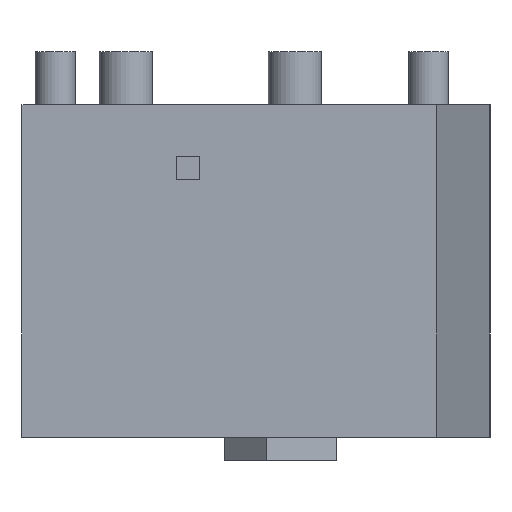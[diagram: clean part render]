
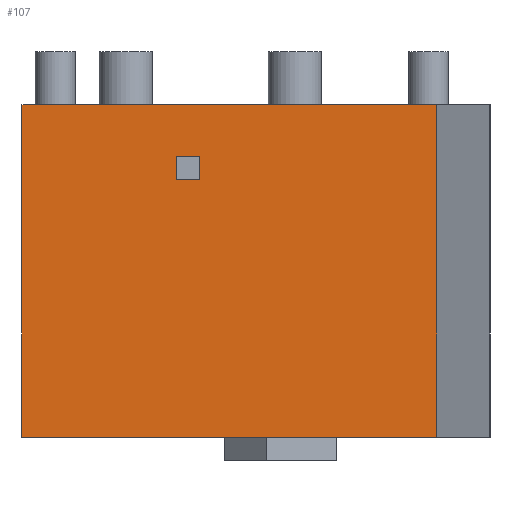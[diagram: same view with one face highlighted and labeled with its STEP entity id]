
A CAD part, front view. The second image highlights one B-rep face of the part: STEP entity #107.
In plain terms, the highlighted planar face has unit normal (0, -1, 0).
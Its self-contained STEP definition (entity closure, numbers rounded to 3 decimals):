
#107 = ADVANCED_FACE( '', ( #247, #248 ), #249, .F. );
#247 = FACE_BOUND( '', #424, .T. );
#248 = FACE_OUTER_BOUND( '', #425, .T. );
#249 = PLANE( '', #426 );
#424 = EDGE_LOOP( '', ( #687, #688, #689, #690 ) );
#425 = EDGE_LOOP( '', ( #691, #692, #693, #694 ) );
#426 = AXIS2_PLACEMENT_3D( '', #695, #696, #697 );
#687 = ORIENTED_EDGE( '', *, *, #1008, .T. );
#688 = ORIENTED_EDGE( '', *, *, #1093, .T. );
#689 = ORIENTED_EDGE( '', *, *, #1030, .T. );
#690 = ORIENTED_EDGE( '', *, *, #1035, .T. );
#691 = ORIENTED_EDGE( '', *, *, #1080, .T. );
#692 = ORIENTED_EDGE( '', *, *, #1016, .F. );
#693 = ORIENTED_EDGE( '', *, *, #1094, .F. );
#694 = ORIENTED_EDGE( '', *, *, #1095, .T. );
#695 = CARTESIAN_POINT( '', ( -5., 0., 10. ) );
#696 = DIRECTION( '', ( 0., 1., 0. ) );
#697 = DIRECTION( '', ( 0., 0., 1. ) );
#1008 = EDGE_CURVE( '', #1185, #1186, #1187, .T. );
#1016 = EDGE_CURVE( '', #1199, #1194, #1201, .T. );
#1030 = EDGE_CURVE( '', #1223, #1224, #1225, .T. );
#1035 = EDGE_CURVE( '', #1224, #1185, #1232, .T. );
#1080 = EDGE_CURVE( '', #1312, #1194, #1313, .T. );
#1093 = EDGE_CURVE( '', #1186, #1223, #1332, .T. );
#1094 = EDGE_CURVE( '', #1333, #1199, #1334, .T. );
#1095 = EDGE_CURVE( '', #1333, #1312, #1335, .T. );
#1185 = VERTEX_POINT( '', #1446 );
#1186 = VERTEX_POINT( '', #1447 );
#1187 = LINE( '', #1448, #1449 );
#1194 = VERTEX_POINT( '', #1459 );
#1199 = VERTEX_POINT( '', #1466 );
#1201 = LINE( '', #1469, #1470 );
#1223 = VERTEX_POINT( '', #1497 );
#1224 = VERTEX_POINT( '', #1498 );
#1225 = LINE( '', #1499, #1500 );
#1232 = LINE( '', #1510, #1511 );
#1312 = VERTEX_POINT( '', #1626 );
#1313 = LINE( '', #1627, #1628 );
#1332 = LINE( '', #1653, #1654 );
#1333 = VERTEX_POINT( '', #1655 );
#1334 = LINE( '', #1656, #1657 );
#1335 = LINE( '', #1658, #1659 );
#1446 = CARTESIAN_POINT( '', ( 0.35, 0., 7.75 ) );
#1447 = CARTESIAN_POINT( '', ( -0.35, 0., 7.75 ) );
#1448 = CARTESIAN_POINT( '', ( 0.35, 0., 7.75 ) );
#1449 = VECTOR( '', #1810, 1000. );
#1459 = CARTESIAN_POINT( '', ( 7.488, 0., 0. ) );
#1466 = CARTESIAN_POINT( '', ( 7.488, 0., 10. ) );
#1469 = CARTESIAN_POINT( '', ( 7.488, 0., 10. ) );
#1470 = VECTOR( '', #1817, 1000. );
#1497 = CARTESIAN_POINT( '', ( -0.35, 0., 8.45 ) );
#1498 = CARTESIAN_POINT( '', ( 0.35, 0., 8.45 ) );
#1499 = CARTESIAN_POINT( '', ( -0.35, 0., 8.45 ) );
#1500 = VECTOR( '', #1835, 1000. );
#1510 = CARTESIAN_POINT( '', ( 0.35, 0., 8.45 ) );
#1511 = VECTOR( '', #1839, 1000. );
#1626 = CARTESIAN_POINT( '', ( -5., 0., 0. ) );
#1627 = CARTESIAN_POINT( '', ( -5., 0., 0. ) );
#1628 = VECTOR( '', #1881, 1000. );
#1653 = CARTESIAN_POINT( '', ( -0.35, 0., 7.75 ) );
#1654 = VECTOR( '', #1900, 1000. );
#1655 = CARTESIAN_POINT( '', ( -5., 0., 10. ) );
#1656 = CARTESIAN_POINT( '', ( -5., 0., 10. ) );
#1657 = VECTOR( '', #1901, 1000. );
#1658 = CARTESIAN_POINT( '', ( -5., 0., 10. ) );
#1659 = VECTOR( '', #1902, 1000. );
#1810 = DIRECTION( '', ( -1., 0., 0. ) );
#1817 = DIRECTION( '', ( 0., 0., -1. ) );
#1835 = DIRECTION( '', ( 1., 0., 0. ) );
#1839 = DIRECTION( '', ( 0., 0., -1. ) );
#1881 = DIRECTION( '', ( 1., 0., 0. ) );
#1900 = DIRECTION( '', ( 0., 0., 1. ) );
#1901 = DIRECTION( '', ( 1., 0., 0. ) );
#1902 = DIRECTION( '', ( 0., 0., -1. ) );
